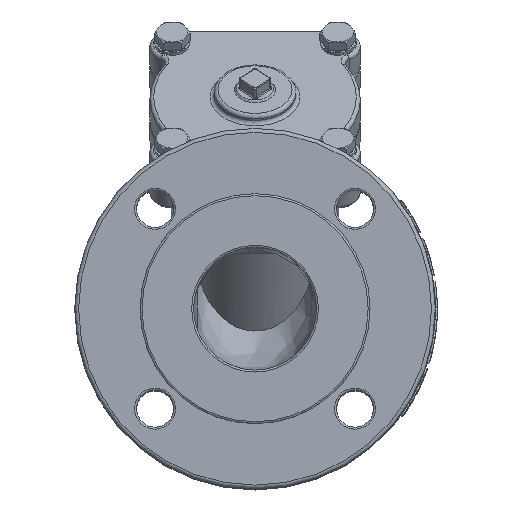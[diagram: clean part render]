
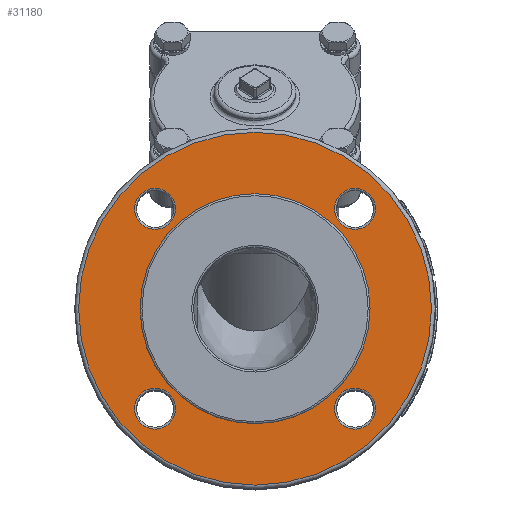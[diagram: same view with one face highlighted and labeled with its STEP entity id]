
A CAD part, top view. The second image highlights one B-rep face of the part: STEP entity #31180.
In plain terms, the highlighted planar face has unit normal (0, 0, 1).
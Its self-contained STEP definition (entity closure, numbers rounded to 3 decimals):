
#7003=FACE_BOUND('',#10456,.T.);
#7004=FACE_BOUND('',#10457,.T.);
#7005=FACE_BOUND('',#10458,.T.);
#7006=FACE_BOUND('',#10459,.T.);
#7007=FACE_BOUND('',#10460,.T.);
#8611=FACE_OUTER_BOUND('',#10455,.T.);
#10455=EDGE_LOOP('',(#26802));
#10456=EDGE_LOOP('',(#26803));
#10457=EDGE_LOOP('',(#26804));
#10458=EDGE_LOOP('',(#26805));
#10459=EDGE_LOOP('',(#26806));
#10460=EDGE_LOOP('',(#26807));
#11171=CIRCLE('',#32587,10.5);
#11172=CIRCLE('',#32589,90.5);
#11173=CIRCLE('',#32590,10.5);
#11174=CIRCLE('',#32591,10.5);
#11175=CIRCLE('',#32592,59.);
#11176=CIRCLE('',#32593,10.5);
#14084=VERTEX_POINT('',#67974);
#14085=VERTEX_POINT('',#67977);
#14086=VERTEX_POINT('',#67979);
#14087=VERTEX_POINT('',#67981);
#14088=VERTEX_POINT('',#67983);
#14089=VERTEX_POINT('',#67985);
#18367=EDGE_CURVE('',#14084,#14084,#11171,.T.);
#18368=EDGE_CURVE('',#14085,#14085,#11172,.T.);
#18369=EDGE_CURVE('',#14086,#14086,#11173,.T.);
#18370=EDGE_CURVE('',#14087,#14087,#11174,.T.);
#18371=EDGE_CURVE('',#14088,#14088,#11175,.T.);
#18372=EDGE_CURVE('',#14089,#14089,#11176,.T.);
#26802=ORIENTED_EDGE('',*,*,#18368,.F.);
#26803=ORIENTED_EDGE('',*,*,#18369,.F.);
#26804=ORIENTED_EDGE('',*,*,#18370,.F.);
#26805=ORIENTED_EDGE('',*,*,#18371,.F.);
#26806=ORIENTED_EDGE('',*,*,#18372,.F.);
#26807=ORIENTED_EDGE('',*,*,#18367,.F.);
#27932=PLANE('',#32588);
#31180=ADVANCED_FACE('',(#8611,#7003,#7004,#7005,#7006,#7007),#27932,.T.);
#32587=AXIS2_PLACEMENT_3D('',#67975,#37371,#37372);
#32588=AXIS2_PLACEMENT_3D('',#67976,#37373,#37374);
#32589=AXIS2_PLACEMENT_3D('',#67978,#37375,#37376);
#32590=AXIS2_PLACEMENT_3D('',#67980,#37377,#37378);
#32591=AXIS2_PLACEMENT_3D('',#67982,#37379,#37380);
#32592=AXIS2_PLACEMENT_3D('',#67984,#37381,#37382);
#32593=AXIS2_PLACEMENT_3D('',#67986,#37383,#37384);
#37371=DIRECTION('center_axis',(0.,0.,1.));
#37372=DIRECTION('ref_axis',(0.,1.,0.));
#37373=DIRECTION('center_axis',(0.,0.,1.));
#37374=DIRECTION('ref_axis',(1.,0.,0.));
#37375=DIRECTION('center_axis',(0.,0.,-1.));
#37376=DIRECTION('ref_axis',(-1.,0.,0.));
#37377=DIRECTION('center_axis',(0.,0.,1.));
#37378=DIRECTION('ref_axis',(-1.,0.,0.));
#37379=DIRECTION('center_axis',(0.,0.,1.));
#37380=DIRECTION('ref_axis',(1.,0.,0.));
#37381=DIRECTION('center_axis',(0.,0.,1.));
#37382=DIRECTION('ref_axis',(-1.,0.,0.));
#37383=DIRECTION('center_axis',(0.,0.,1.));
#37384=DIRECTION('ref_axis',(0.,-1.,0.));
#67974=CARTESIAN_POINT('',(-51.265,-61.765,287.));
#67975=CARTESIAN_POINT('Origin',(-51.265,-51.265,287.));
#67976=CARTESIAN_POINT('Origin',(0.,0.,
287.));
#67977=CARTESIAN_POINT('',(90.5,0.,287.));
#67978=CARTESIAN_POINT('Origin',(0.,0.,287.));
#67979=CARTESIAN_POINT('',(61.765,-51.265,287.));
#67980=CARTESIAN_POINT('Origin',(51.265,-51.265,287.));
#67981=CARTESIAN_POINT('',(-61.765,51.265,287.));
#67982=CARTESIAN_POINT('Origin',(-51.265,51.265,287.));
#67983=CARTESIAN_POINT('',(59.,0.,287.));
#67984=CARTESIAN_POINT('Origin',(0.,0.,287.));
#67985=CARTESIAN_POINT('',(51.265,61.765,287.));
#67986=CARTESIAN_POINT('Origin',(51.265,51.265,287.));
